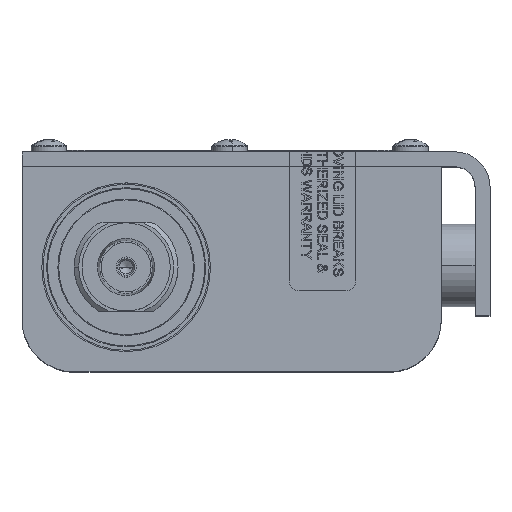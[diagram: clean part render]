
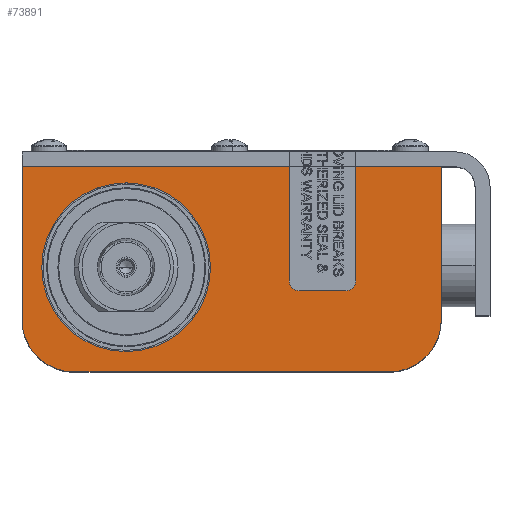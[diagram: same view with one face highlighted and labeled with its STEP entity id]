
A CAD part, top view. The second image highlights one B-rep face of the part: STEP entity #73891.
In plain terms, the highlighted planar face has unit normal (0, 0, 1).
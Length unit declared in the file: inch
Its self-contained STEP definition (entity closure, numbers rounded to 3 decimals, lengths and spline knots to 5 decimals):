
#9268 = CIRCLE ( 'NONE', #9276, 0.508 ) ;
#9276 = AXIS2_PLACEMENT_3D ( 'NONE', #12689, #12691, #12693 ) ;
#9508 = VECTOR ( 'NONE', #13374, 39.37008 ) ;
#9512 = VECTOR ( 'NONE', #13414, 39.37008 ) ;
#9528 = VECTOR ( 'NONE', #13439, 39.37008 ) ;
#9536 = CIRCLE ( 'NONE', #9548, 0.313 ) ;
#9544 = VECTOR ( 'NONE', #13472, 39.37008 ) ;
#9548 = AXIS2_PLACEMENT_3D ( 'NONE', #13456, #13458, #13460 ) ;
#9556 = CIRCLE ( 'NONE', #9562, 0.313 ) ;
#9560 = CIRCLE ( 'NONE', #9566, 0.508 ) ;
#9562 = AXIS2_PLACEMENT_3D ( 'NONE', #13485, #13487, #13489 ) ;
#9566 = AXIS2_PLACEMENT_3D ( 'NONE', #13494, #13495, #13497 ) ;
#10291 = AXIS2_PLACEMENT_3D ( 'NONE', #16624, #16622, #16630 ) ;
#12689 = CARTESIAN_POINT ( 'NONE',  ( -0.6355, 0.0125, 0.834 ) ) ;
#12691 = DIRECTION ( 'NONE',  ( 0., 0., 1. ) ) ;
#12693 = DIRECTION ( 'NONE',  ( 0., -1., 0. ) ) ;
#13350 = LINE ( 'NONE', #13371, #9508 ) ;
#13371 = CARTESIAN_POINT ( 'NONE',  ( -1.2625, 0.6175, 0.834 ) ) ;
#13374 = DIRECTION ( 'NONE',  ( -1., 0., 0. ) ) ;
#13397 = LINE ( 'NONE', #13435, #9528 ) ;
#13399 = LINE ( 'NONE', #13410, #9512 ) ;
#13410 = CARTESIAN_POINT ( 'NONE',  ( 1.2625, -0.3045, 0.834 ) ) ;
#13414 = DIRECTION ( 'NONE',  ( 0., 1., 0. ) ) ;
#13435 = CARTESIAN_POINT ( 'NONE',  ( -1.2625, -0.3045, 0.834 ) ) ;
#13439 = DIRECTION ( 'NONE',  ( 0., -1., 0. ) ) ;
#13454 = LINE ( 'NONE', #13470, #9544 ) ;
#13456 = CARTESIAN_POINT ( 'NONE',  ( -0.9495, -0.3045, 0.834 ) ) ;
#13458 = DIRECTION ( 'NONE',  ( 0., 0., 1. ) ) ;
#13460 = DIRECTION ( 'NONE',  ( -1., 0., 0. ) ) ;
#13470 = CARTESIAN_POINT ( 'NONE',  ( -0.9495, -0.6175, 0.834 ) ) ;
#13472 = DIRECTION ( 'NONE',  ( 1., 0., 0. ) ) ;
#13485 = CARTESIAN_POINT ( 'NONE',  ( 0.9495, -0.3045, 0.834 ) ) ;
#13487 = DIRECTION ( 'NONE',  ( 0., 0., 1. ) ) ;
#13489 = DIRECTION ( 'NONE',  ( 1., 0., 0. ) ) ;
#13494 = CARTESIAN_POINT ( 'NONE',  ( -0.6355, 0.0125, 0.834 ) ) ;
#13495 = DIRECTION ( 'NONE',  ( 0., 0., 1. ) ) ;
#13497 = DIRECTION ( 'NONE',  ( 0., -1., 0. ) ) ;
#16622 = DIRECTION ( 'NONE',  ( 0., 0., -1. ) ) ;
#16624 = CARTESIAN_POINT ( 'NONE',  ( -0.9495, -0.3045, 0.834 ) ) ;
#16625 = FACE_BOUND ( 'NONE', #71187, .T. ) ;
#16627 = FACE_OUTER_BOUND ( 'NONE', #71193, .T. ) ;
#16628 = PLANE ( 'NONE',  #10291 ) ;
#16630 = DIRECTION ( 'NONE',  ( -1., 0., 0. ) ) ;
#59491 = CARTESIAN_POINT ( 'NONE',  ( -0.6355, 0.5205, 0.834 ) ) ;
#59492 = CARTESIAN_POINT ( 'NONE',  ( -0.6355, -0.4955, 0.834 ) ) ;
#59557 = CARTESIAN_POINT ( 'NONE',  ( -1.2625, 0.6175, 0.834 ) ) ;
#59566 = CARTESIAN_POINT ( 'NONE',  ( 1.2625, 0.6175, 0.834 ) ) ;
#59568 = CARTESIAN_POINT ( 'NONE',  ( 1.2625, -0.3045, 0.834 ) ) ;
#59569 = CARTESIAN_POINT ( 'NONE',  ( -1.2625, -0.3045, 0.834 ) ) ;
#59573 = CARTESIAN_POINT ( 'NONE',  ( -0.9495, -0.6175, 0.834 ) ) ;
#59575 = CARTESIAN_POINT ( 'NONE',  ( 0.9495, -0.6175, 0.834 ) ) ;
#62904 = VERTEX_POINT ( 'NONE', #59491 ) ;
#62905 = VERTEX_POINT ( 'NONE', #59492 ) ;
#62970 = VERTEX_POINT ( 'NONE', #59557 ) ;
#62979 = VERTEX_POINT ( 'NONE', #59566 ) ;
#62981 = VERTEX_POINT ( 'NONE', #59568 ) ;
#62982 = VERTEX_POINT ( 'NONE', #59569 ) ;
#62986 = VERTEX_POINT ( 'NONE', #59573 ) ;
#62988 = VERTEX_POINT ( 'NONE', #59575 ) ;
#71187 = EDGE_LOOP ( 'NONE', ( #72197, #72199 ) ) ;
#71193 = EDGE_LOOP ( 'NONE', ( #72200, #72201, #72203, #72204, #72205, #72207 ) ) ;
#72197 = ORIENTED_EDGE ( 'NONE', *, *, #73569, .F. ) ;
#72199 = ORIENTED_EDGE ( 'NONE', *, *, #73463, .F. ) ;
#72200 = ORIENTED_EDGE ( 'NONE', *, *, #73556, .T. ) ;
#72201 = ORIENTED_EDGE ( 'NONE', *, *, #73550, .T. ) ;
#72203 = ORIENTED_EDGE ( 'NONE', *, *, #73560, .T. ) ;
#72204 = ORIENTED_EDGE ( 'NONE', *, *, #73563, .T. ) ;
#72205 = ORIENTED_EDGE ( 'NONE', *, *, #73566, .T. ) ;
#72207 = ORIENTED_EDGE ( 'NONE', *, *, #73568, .T. ) ;
#73463 = EDGE_CURVE ( 'NONE', #62904, #62905, #9268, .T. ) ;
#73550 = EDGE_CURVE ( 'NONE', #62979, #62970, #13350, .T. ) ;
#73556 = EDGE_CURVE ( 'NONE', #62981, #62979, #13399, .T. ) ;
#73560 = EDGE_CURVE ( 'NONE', #62970, #62982, #13397, .T. ) ;
#73563 = EDGE_CURVE ( 'NONE', #62982, #62986, #9536, .T. ) ;
#73566 = EDGE_CURVE ( 'NONE', #62986, #62988, #13454, .T. ) ;
#73568 = EDGE_CURVE ( 'NONE', #62988, #62981, #9556, .T. ) ;
#73569 = EDGE_CURVE ( 'NONE', #62905, #62904, #9560, .T. ) ;
#73891 = ADVANCED_FACE ( 'NONE', ( #16625, #16627 ), #16628, .F. ) ;
